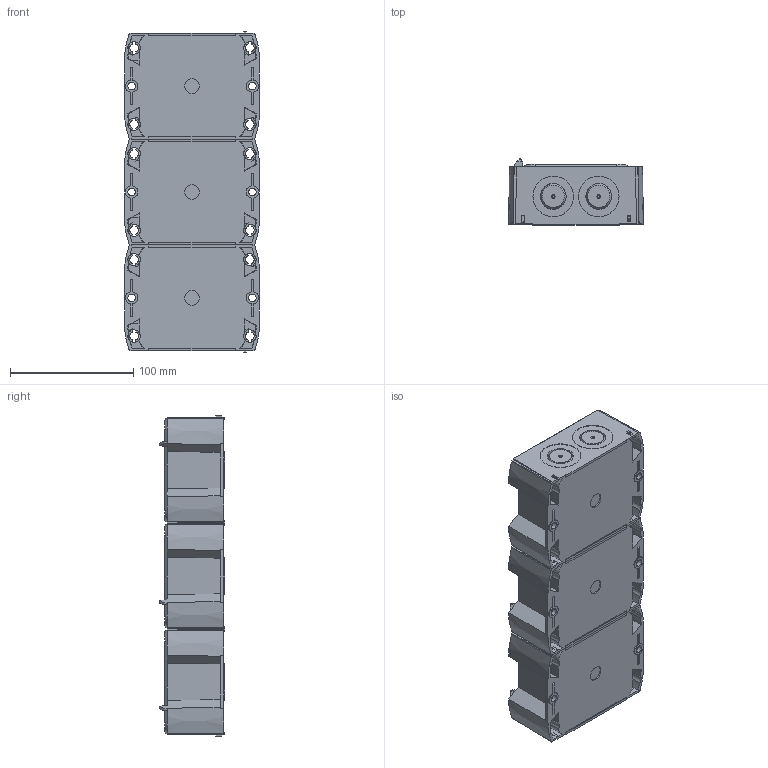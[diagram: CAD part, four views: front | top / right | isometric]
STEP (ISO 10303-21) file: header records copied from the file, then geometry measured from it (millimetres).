
FILE_DESCRIPTION (( 'STEP AP203' ), '1' );
FILE_NAME ('21514003055.step', '2025-08-20T19:19:20', ( '' ), ( '' ), 'SwSTEP 2.0', 'SolidWorks 2024', '' );
FILE_SCHEMA (( 'CONFIG_CONTROL_DESIGN' ));
Length unit declared in the file: millimetre
Products named in the file (1): 21514003055
Bounding box: 109.61 x 53.28 x 261 mm (x, y, z)
Volume: 290942.8 mm3; surface area: 221102.4 mm2
Topology: 19 solids, 19 shells, 3300 faces, 8676 edges, 5640 vertices
Faces by surface type: plane 2218, cone 583, cylinder 407, bspline 80, torus 12
Entity records: 108180 total; most frequent: CARTESIAN_POINT 27405, ORIENTED_EDGE 17320, DIRECTION 15868, EDGE_CURVE 8660, VECTOR 5852, LINE 5852, VERTEX_POINT 5636, AXIS2_PLACEMENT_3D 5008
